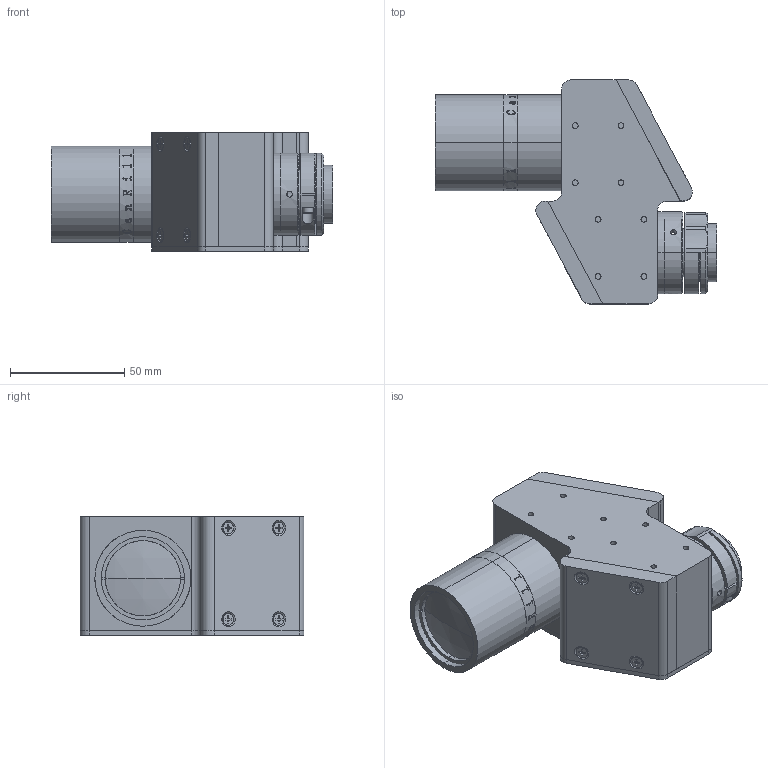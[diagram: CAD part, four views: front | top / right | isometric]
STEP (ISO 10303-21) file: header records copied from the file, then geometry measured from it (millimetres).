
FILE_DESCRIPTION (( 'STEP AP203' ), '1' );
FILE_NAME ('XF-MH04X416.STEP', '2019-11-18T07:21:43', ( 'lawlynn' ), ( '' ), 'SwSTEP 2.0', 'SolidWorks 2014', '' );
FILE_SCHEMA (( 'CONFIG_CONTROL_DESIGN' ));
Length unit declared in the file: millimetre
Products named in the file (1): XF-MH04X416
Bounding box: 123.39 x 98 x 52 mm (x, y, z)
Surface area: 47644.8 mm2 (no closed solid volume)
Topology: 0 solids, 42 shells, 465 faces, 1901 edges, 1463 vertices
Faces by surface type: plane 236, cylinder 181, cone 39, bspline 5, sphere 2, torus 2
Entity records: 26166 total; most frequent: CARTESIAN_POINT 10627, DIRECTION 3148, ORIENTED_EDGE 2890, EDGE_CURVE 1899, VERTEX_POINT 1463, AXIS2_PLACEMENT_3D 1086, LINE 976, VECTOR 976
